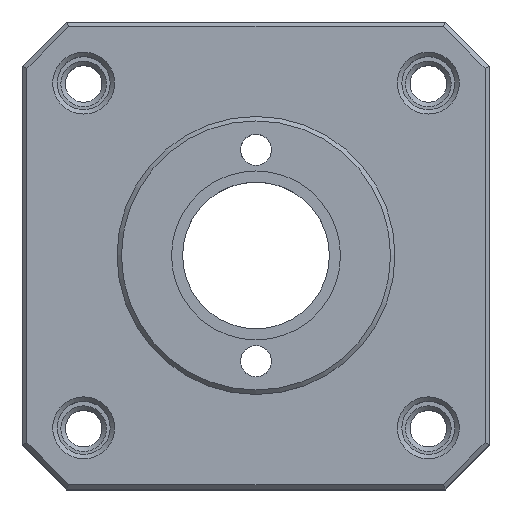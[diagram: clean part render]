
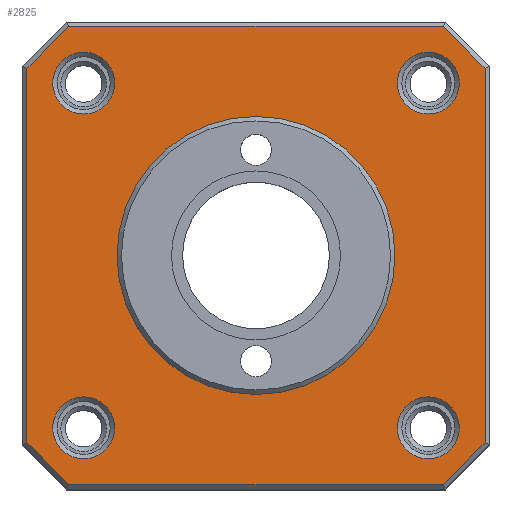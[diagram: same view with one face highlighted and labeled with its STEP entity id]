
A CAD part, top view. The second image highlights one B-rep face of the part: STEP entity #2825.
In plain terms, the highlighted planar face has unit normal (0, 0, 1).
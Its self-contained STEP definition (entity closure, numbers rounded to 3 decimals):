
#188=FACE_BOUND('',#493,.T.);
#189=FACE_BOUND('',#494,.T.);
#190=FACE_BOUND('',#495,.T.);
#191=FACE_BOUND('',#496,.T.);
#192=FACE_BOUND('',#497,.T.);
#223=PLANE('',#3054);
#320=FACE_OUTER_BOUND('',#492,.T.);
#492=EDGE_LOOP('',(#2106,#2107,#2108,#2109,#2110,#2111,#2112,#2113));
#493=EDGE_LOOP('',(#2114));
#494=EDGE_LOOP('',(#2115));
#495=EDGE_LOOP('',(#2116));
#496=EDGE_LOOP('',(#2117));
#497=EDGE_LOOP('',(#2118));
#705=LINE('',#4502,#904);
#706=LINE('',#4504,#905);
#707=LINE('',#4506,#906);
#708=LINE('',#4508,#907);
#709=LINE('',#4510,#908);
#710=LINE('',#4512,#909);
#711=LINE('',#4514,#910);
#712=LINE('',#4515,#911);
#904=VECTOR('',#3503,10.);
#905=VECTOR('',#3504,10.);
#906=VECTOR('',#3505,10.);
#907=VECTOR('',#3506,10.);
#908=VECTOR('',#3507,10.);
#909=VECTOR('',#3508,10.);
#910=VECTOR('',#3509,10.);
#911=VECTOR('',#3510,10.);
#1078=CIRCLE('',#3053,2.783);
#1079=CIRCLE('',#3055,12.5);
#1080=CIRCLE('',#3056,2.783);
#1081=CIRCLE('',#3057,2.783);
#1082=CIRCLE('',#3058,2.783);
#1270=VERTEX_POINT('',#4496);
#1271=VERTEX_POINT('',#4500);
#1272=VERTEX_POINT('',#4501);
#1273=VERTEX_POINT('',#4503);
#1274=VERTEX_POINT('',#4505);
#1275=VERTEX_POINT('',#4507);
#1276=VERTEX_POINT('',#4509);
#1277=VERTEX_POINT('',#4511);
#1278=VERTEX_POINT('',#4513);
#1279=VERTEX_POINT('',#4516);
#1280=VERTEX_POINT('',#4518);
#1281=VERTEX_POINT('',#4520);
#1282=VERTEX_POINT('',#4522);
#1585=EDGE_CURVE('',#1270,#1270,#1078,.T.);
#1587=EDGE_CURVE('',#1271,#1272,#705,.T.);
#1588=EDGE_CURVE('',#1273,#1271,#706,.T.);
#1589=EDGE_CURVE('',#1274,#1273,#707,.T.);
#1590=EDGE_CURVE('',#1275,#1274,#708,.T.);
#1591=EDGE_CURVE('',#1276,#1275,#709,.T.);
#1592=EDGE_CURVE('',#1277,#1276,#710,.T.);
#1593=EDGE_CURVE('',#1278,#1277,#711,.T.);
#1594=EDGE_CURVE('',#1272,#1278,#712,.T.);
#1595=EDGE_CURVE('',#1279,#1279,#1079,.T.);
#1596=EDGE_CURVE('',#1280,#1280,#1080,.T.);
#1597=EDGE_CURVE('',#1281,#1281,#1081,.T.);
#1598=EDGE_CURVE('',#1282,#1282,#1082,.T.);
#2106=ORIENTED_EDGE('',*,*,#1587,.F.);
#2107=ORIENTED_EDGE('',*,*,#1588,.F.);
#2108=ORIENTED_EDGE('',*,*,#1589,.F.);
#2109=ORIENTED_EDGE('',*,*,#1590,.F.);
#2110=ORIENTED_EDGE('',*,*,#1591,.F.);
#2111=ORIENTED_EDGE('',*,*,#1592,.F.);
#2112=ORIENTED_EDGE('',*,*,#1593,.F.);
#2113=ORIENTED_EDGE('',*,*,#1594,.F.);
#2114=ORIENTED_EDGE('',*,*,#1595,.T.);
#2115=ORIENTED_EDGE('',*,*,#1596,.F.);
#2116=ORIENTED_EDGE('',*,*,#1597,.F.);
#2117=ORIENTED_EDGE('',*,*,#1598,.F.);
#2118=ORIENTED_EDGE('',*,*,#1585,.F.);
#2825=ADVANCED_FACE('',(#320,#188,#189,#190,#191,#192),#223,.T.);
#3053=AXIS2_PLACEMENT_3D('',#4497,#3498,#3499);
#3054=AXIS2_PLACEMENT_3D('',#4499,#3501,#3502);
#3055=AXIS2_PLACEMENT_3D('',#4517,#3511,#3512);
#3056=AXIS2_PLACEMENT_3D('',#4519,#3513,#3514);
#3057=AXIS2_PLACEMENT_3D('',#4521,#3515,#3516);
#3058=AXIS2_PLACEMENT_3D('',#4523,#3517,#3518);
#3498=DIRECTION('center_axis',(0.,0.,1.));
#3499=DIRECTION('ref_axis',(1.,0.,0.));
#3501=DIRECTION('center_axis',(0.,0.,1.));
#3502=DIRECTION('ref_axis',(1.,0.,0.));
#3503=DIRECTION('',(0.707,0.707,0.));
#3504=DIRECTION('',(0.,1.,0.));
#3505=DIRECTION('',(-0.707,0.707,0.));
#3506=DIRECTION('',(-1.,0.,0.));
#3507=DIRECTION('',(-0.707,-0.707,0.));
#3508=DIRECTION('',(0.,-1.,0.));
#3509=DIRECTION('',(0.707,-0.707,0.));
#3510=DIRECTION('',(1.,0.,0.));
#3511=DIRECTION('center_axis',(0.,0.,-1.));
#3512=DIRECTION('ref_axis',(-1.,0.,0.));
#3513=DIRECTION('center_axis',(0.,0.,1.));
#3514=DIRECTION('ref_axis',(1.,0.,0.));
#3515=DIRECTION('center_axis',(0.,0.,1.));
#3516=DIRECTION('ref_axis',(1.,0.,0.));
#3517=DIRECTION('center_axis',(0.,0.,1.));
#3518=DIRECTION('ref_axis',(1.,0.,0.));
#4496=CARTESIAN_POINT('',(12.717,15.5,44.5));
#4497=CARTESIAN_POINT('Origin',(15.5,15.5,44.5));
#4499=CARTESIAN_POINT('Origin',(0.,0.,44.5));
#4500=CARTESIAN_POINT('',(-20.6,16.834,44.5));
#4501=CARTESIAN_POINT('',(-16.834,20.6,44.5));
#4502=CARTESIAN_POINT('',(-19.717,17.717,44.5));
#4503=CARTESIAN_POINT('',(-20.6,-16.834,44.5));
#4504=CARTESIAN_POINT('',(-20.6,-8.5,44.5));
#4505=CARTESIAN_POINT('',(-16.834,-20.6,44.5));
#4506=CARTESIAN_POINT('',(-17.717,-19.717,44.5));
#4507=CARTESIAN_POINT('',(16.834,-20.6,44.5));
#4508=CARTESIAN_POINT('',(8.5,-20.6,44.5));
#4509=CARTESIAN_POINT('',(20.6,-16.834,44.5));
#4510=CARTESIAN_POINT('',(19.717,-17.717,44.5));
#4511=CARTESIAN_POINT('',(20.6,16.834,44.5));
#4512=CARTESIAN_POINT('',(20.6,8.5,44.5));
#4513=CARTESIAN_POINT('',(16.834,20.6,44.5));
#4514=CARTESIAN_POINT('',(17.717,19.717,44.5));
#4515=CARTESIAN_POINT('',(-8.5,20.6,44.5));
#4516=CARTESIAN_POINT('',(12.5,0.,44.5));
#4517=CARTESIAN_POINT('Origin',(0.,0.,44.5));
#4518=CARTESIAN_POINT('',(-18.283,15.5,44.5));
#4519=CARTESIAN_POINT('Origin',(-15.5,15.5,44.5));
#4520=CARTESIAN_POINT('',(12.717,-15.5,44.5));
#4521=CARTESIAN_POINT('Origin',(15.5,-15.5,44.5));
#4522=CARTESIAN_POINT('',(-18.283,-15.5,44.5));
#4523=CARTESIAN_POINT('Origin',(-15.5,-15.5,44.5));
